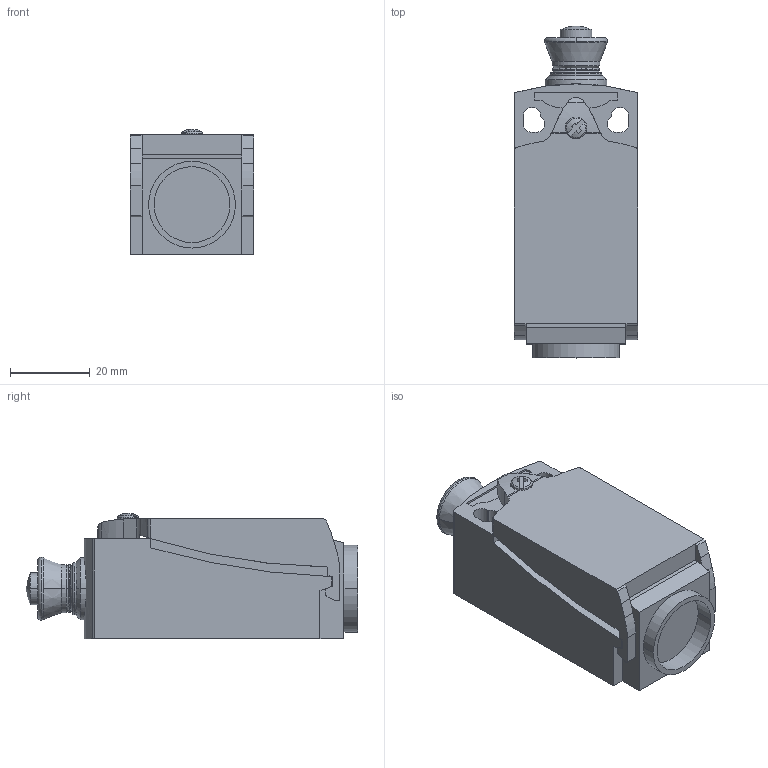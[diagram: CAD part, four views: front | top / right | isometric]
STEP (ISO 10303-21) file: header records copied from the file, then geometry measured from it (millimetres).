
FILE_DESCRIPTION(('STEP AP242'),'1');
FILE_NAME('switch_xckd2111g11_1.stp','2021-09-28T14:33:24',('TraceParts'),('TraceParts S.A.'),'Spatial InterOp 3D',' ',' ');
FILE_SCHEMA(('AP242_MANAGED_MODEL_BASED_3D_ENGINEERING_MIM_LF {1 0 10303 442 1 1 4}'));
Length unit declared in the file: millimetre
Products named in the file (1): switch_xckd2111g11_1
Bounding box: 31 x 83 x 31.34 mm (x, y, z)
Volume: 56444.5 mm3; surface area: 12887.2 mm2
Topology: 1 solids, 1 shells, 175 faces, 488 edges, 318 vertices
Faces by surface type: plane 80, cylinder 56, torus 16, cone 16, sphere 7
Entity records: 6001 total; most frequent: CARTESIAN_POINT 1383, DIRECTION 1001, ORIENTED_EDGE 960, EDGE_CURVE 480, AXIS2_PLACEMENT_3D 371, VERTEX_POINT 318, LINE 259, VECTOR 259
